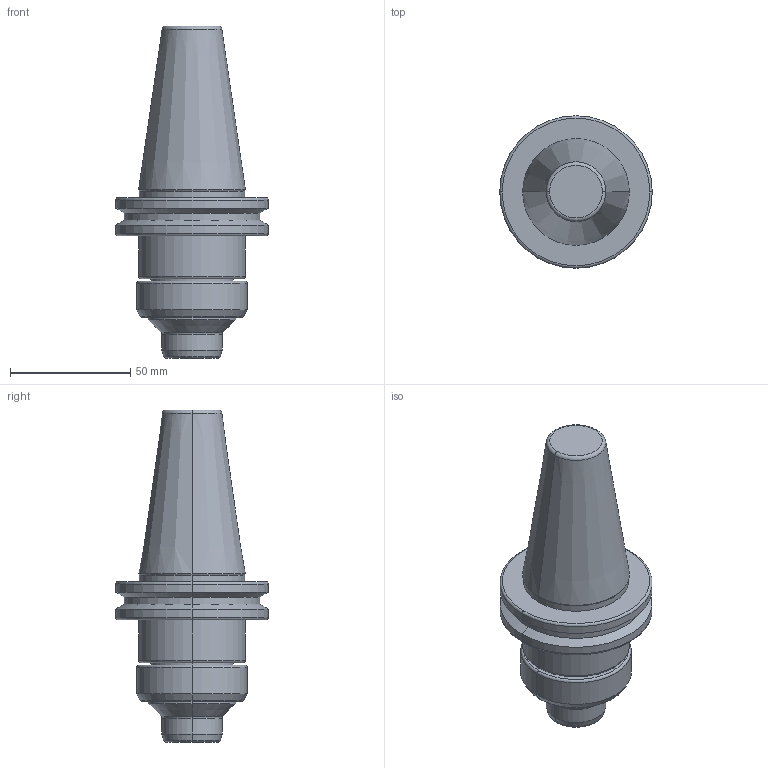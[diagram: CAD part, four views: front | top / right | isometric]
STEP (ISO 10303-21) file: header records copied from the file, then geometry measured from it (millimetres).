
FILE_DESCRIPTION (( 'STEP AP214' ), '1' );
FILE_NAME ('CV40-HPC0375H-070.STEP', '2019-03-20T07:37:14', ( 'ICAD2' ), ( 'Hewlett-Packard Company' ), 'SwSTEP 2.0', 'SolidWorks 2018', '' );
FILE_SCHEMA (( 'AUTOMOTIVE_DESIGN' ));
Length unit declared in the file: millimetre
Products named in the file (1): CV40-HPC0375H-070
Bounding box: 63.5 x 63.5 x 138.3 mm (x, y, z)
Volume: 180719.5 mm3; surface area: 23834.3 mm2
Topology: 1 solids, 1 shells, 55 faces, 108 edges, 60 vertices
Faces by surface type: cylinder 18, torus 16, cone 14, plane 7
Entity records: 1444 total; most frequent: DIRECTION 296, CARTESIAN_POINT 224, ORIENTED_EDGE 216, AXIS2_PLACEMENT_3D 132, EDGE_CURVE 108, CIRCLE 76, EDGE_LOOP 60, VERTEX_POINT 60
